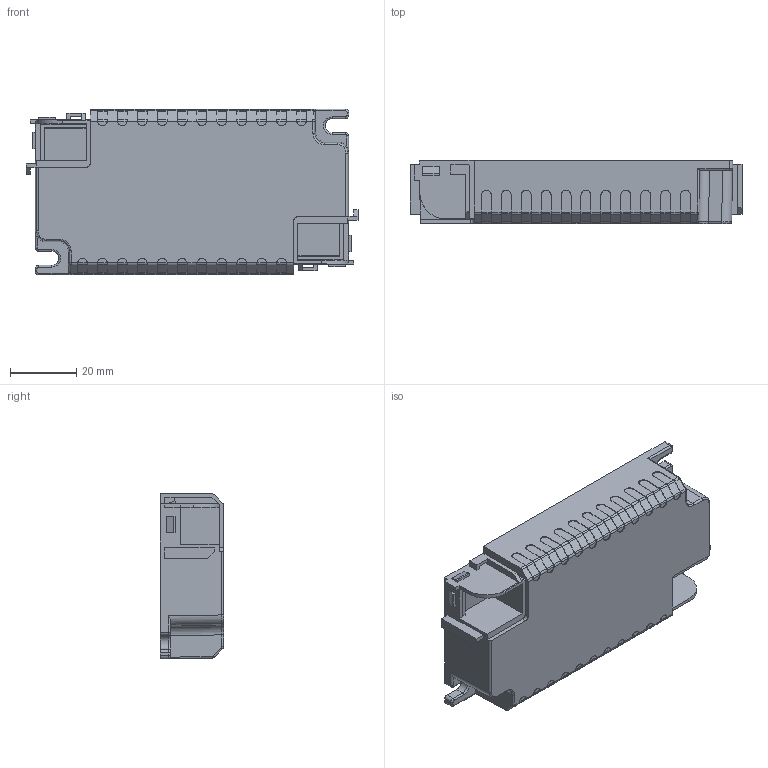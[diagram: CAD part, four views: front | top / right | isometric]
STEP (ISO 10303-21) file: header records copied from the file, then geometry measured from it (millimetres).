
FILE_DESCRIPTION(('Creo Elements/Direct Modeling STEP Export'),'2;1');
FILE_NAME('3D_K77.stp','2019-07-09T 6:38:14',(''),(''),'PTC Creo Elements/Direct Modeling STEP processor for AP214 (Solid Model)','PTC Creo Elements/Direct Modeling 19.0E 27-Jun-2016 (C) Parametric Technology GmbH','');
FILE_SCHEMA(('AUTOMOTIVE_DESIGN { 1 0 10303 214 1 1 1 1 }'));
Length unit declared in the file: millimetre
Products named in the file (2): 3D_K77
Assembly tree (1 placements, depth 2):
  3D_K77
    3D_K77
Bounding box: 100 x 19 x 50 mm (x, y, z)
Volume: 18551.6 mm3; surface area: 30989.5 mm2
Topology: 1 solids, 1 shells, 681 faces, 1958 edges, 1272 vertices
Faces by surface type: plane 457, cylinder 200, torus 14, cone 8, bspline 2
Entity records: 22528 total; most frequent: CARTESIAN_POINT 4564, ORIENTED_EDGE 3916, DIRECTION 3584, EDGE_CURVE 1958, VECTOR 1416, LINE 1416, VERTEX_POINT 1272, AXIS2_PLACEMENT_3D 1084
